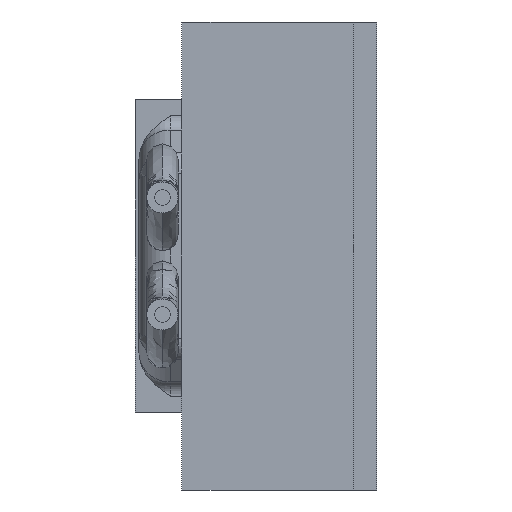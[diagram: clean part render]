
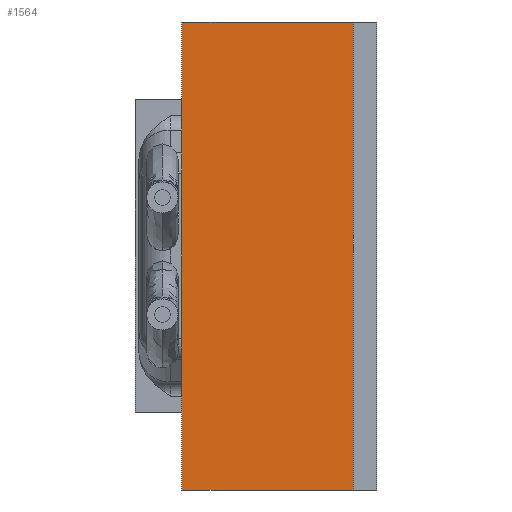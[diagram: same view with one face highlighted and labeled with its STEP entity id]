
A CAD part, left-side view. The second image highlights one B-rep face of the part: STEP entity #1564.
In plain terms, the highlighted planar face has unit normal (-1, 0, 0).
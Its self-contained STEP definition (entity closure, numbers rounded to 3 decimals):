
#156 = ORIENTED_EDGE ( 'NONE', *, *, #557, .T. ) ;
#275 = LINE ( 'NONE', #611, #769 ) ;
#289 = DIRECTION ( 'NONE',  ( 0., 0., 1. ) ) ;
#337 = VECTOR ( 'NONE', #2340, 1000. ) ;
#447 = PLANE ( 'NONE',  #2365 ) ;
#501 = LINE ( 'NONE', #2554, #935 ) ;
#557 = EDGE_CURVE ( 'NONE', #1681, #2681, #1482, .T. ) ;
#610 = EDGE_CURVE ( 'NONE', #2681, #2234, #275, .T. ) ;
#611 = CARTESIAN_POINT ( 'NONE',  ( -6., 0., -3. ) ) ;
#661 = DIRECTION ( 'NONE',  ( 1., 0., 0. ) ) ;
#665 = CARTESIAN_POINT ( 'NONE',  ( -6., 0., 3. ) ) ;
#684 = CARTESIAN_POINT ( 'NONE',  ( -6., 2.2, -3. ) ) ;
#769 = VECTOR ( 'NONE', #2548, 1000. ) ;
#816 = CARTESIAN_POINT ( 'NONE',  ( -6., 2.2, -3. ) ) ;
#927 = EDGE_LOOP ( 'NONE', ( #2333, #2649, #1040, #156 ) ) ;
#935 = VECTOR ( 'NONE', #1926, 1000. ) ;
#936 = LINE ( 'NONE', #2447, #1443 ) ;
#1040 = ORIENTED_EDGE ( 'NONE', *, *, #1400, .F. ) ;
#1172 = FACE_OUTER_BOUND ( 'NONE', #927, .T. ) ;
#1305 = CARTESIAN_POINT ( 'NONE',  ( -6., 0., -3. ) ) ;
#1400 = EDGE_CURVE ( 'NONE', #1681, #2769, #936, .T. ) ;
#1443 = VECTOR ( 'NONE', #289, 1000. ) ;
#1482 = LINE ( 'NONE', #816, #337 ) ;
#1553 = CARTESIAN_POINT ( 'NONE',  ( -6., 2.2, 3. ) ) ;
#1564 = ADVANCED_FACE ( 'NONE', ( #1172 ), #447, .F. ) ;
#1681 = VERTEX_POINT ( 'NONE', #684 ) ;
#1926 = DIRECTION ( 'NONE',  ( 0., -1., 0. ) ) ;
#2059 = EDGE_CURVE ( 'NONE', #2769, #2234, #501, .T. ) ;
#2180 = CARTESIAN_POINT ( 'NONE',  ( -6., 2.2, -3. ) ) ;
#2192 = DIRECTION ( 'NONE',  ( 0., 0., -1. ) ) ;
#2234 = VERTEX_POINT ( 'NONE', #665 ) ;
#2333 = ORIENTED_EDGE ( 'NONE', *, *, #610, .T. ) ;
#2340 = DIRECTION ( 'NONE',  ( 0., -1., 0. ) ) ;
#2365 = AXIS2_PLACEMENT_3D ( 'NONE', #2180, #661, #2192 ) ;
#2447 = CARTESIAN_POINT ( 'NONE',  ( -6., 2.2, -3. ) ) ;
#2548 = DIRECTION ( 'NONE',  ( 0., 0., 1. ) ) ;
#2554 = CARTESIAN_POINT ( 'NONE',  ( -6., 2.2, 3. ) ) ;
#2649 = ORIENTED_EDGE ( 'NONE', *, *, #2059, .F. ) ;
#2681 = VERTEX_POINT ( 'NONE', #1305 ) ;
#2769 = VERTEX_POINT ( 'NONE', #1553 ) ;
